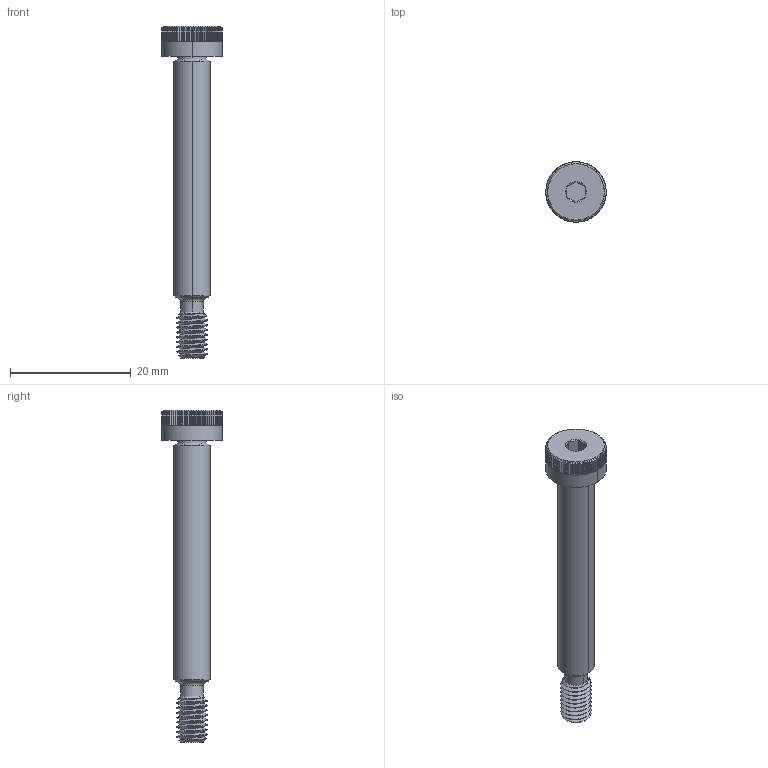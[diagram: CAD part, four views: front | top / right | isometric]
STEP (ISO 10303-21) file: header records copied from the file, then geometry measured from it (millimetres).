
FILE_DESCRIPTION (( 'STEP AP203' ), '1' );
FILE_NAME ('92981A106_Alloy Steel Shoulder Screws.STEP', '2023-02-16T20:00:21', ( 'Administrator' ), ( 'Managed by Terraform' ), 'SwSTEP 2.0', 'SolidWorks 2017', '' );
FILE_SCHEMA (( 'CONFIG_CONTROL_DESIGN' ));
Length unit declared in the file: millimetre
Products named in the file (1): 92981A106_Alloy Steel Shoulder Screws
Bounding box: 10 x 10 x 55 mm (x, y, z)
Volume: 1632.5 mm3; surface area: 1358 mm2
Topology: 1 solids, 1 shells, 280 faces, 798 edges, 524 vertices
Faces by surface type: plane 231, cylinder 25, cone 19, bspline 3, torus 2
Entity records: 11198 total; most frequent: CARTESIAN_POINT 4095, ORIENTED_EDGE 1596, DIRECTION 1340, EDGE_CURVE 798, VERTEX_POINT 524, AXIS2_PLACEMENT_3D 463, VECTOR 414, LINE 414
